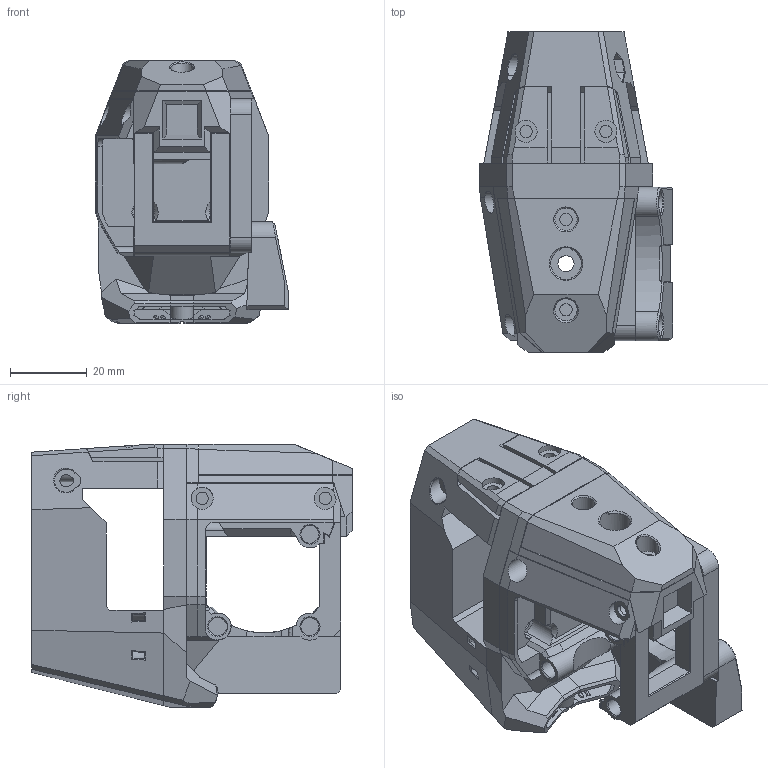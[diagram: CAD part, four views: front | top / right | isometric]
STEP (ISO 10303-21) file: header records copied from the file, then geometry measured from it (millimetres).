
FILE_DESCRIPTION(/* description */ ('STEP AP242','CAx-IF Rec.Pracs.---Representation and Presentation of Product Manufacturing Information (PMI)---4.0---2014-10-13','CAx-IF Rec.Pracs.---3D Tessellated Geometry---0.4---2014-09-14','2;1'),/* implementation_level */ '2;1');
FILE_NAME(/* name */ '62347a3b7dee6912b3a11203',/* time_stamp */ '2022-03-18T12:25:33+00:00',/* author */ (''),/* organization */ (''),/* preprocessor_version */ 'ST-DEVELOPER v18.101',/* originating_system */ ' ',/* authorisation */ ' ');
FILE_SCHEMA (('AP242_MANAGED_MODEL_BASED_3D_ENGINEERING_MIM_LF { 1 0 10303 442 1 1 4 }'));
Length unit declared in the file: metre
Products named in the file (9): Belt Clamp 2; 4007 Grill; Air Guide/Face - 3010; DD Mount Cap; Belt Clamp 1; 3010 Speed Fairing; Print Fan Mount; Hotend Mount; 4010 Klicky Mount
Bounding box: 50.21 x 83.3 x 68.41 mm (x, y, z)
Volume: 86643 mm3; surface area: 48096 mm2
Topology: 9 solids, 14 shells, 994 faces, 2704 edges, 1747 vertices
Faces by surface type: plane 672, cylinder 164, bspline 99, cone 57, sphere 2
Full cylindrical faces by diameter (mm): 2.385 x2, 2.7 x4, 3.2 x12, 3.5 x6, 4.2 x3, 4.7 x13, 5.6 x2, 5.7 x1, 5.75 x3, 5.8 x4, 6.05 x1, 8.5 x1, 38 x1
Entity records: 34460 total; most frequent: CARTESIAN_POINT 10459, ORIENTED_EDGE 5154, DIRECTION 4389, EDGE_CURVE 2577, VERTEX_POINT 1707, LINE 1675, VECTOR 1675, AXIS2_PLACEMENT_3D 1357
